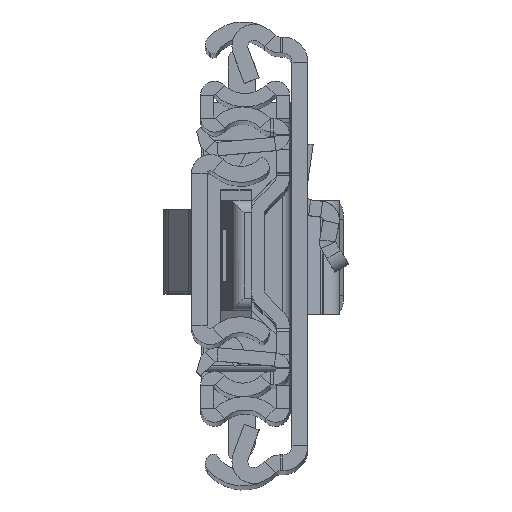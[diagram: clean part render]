
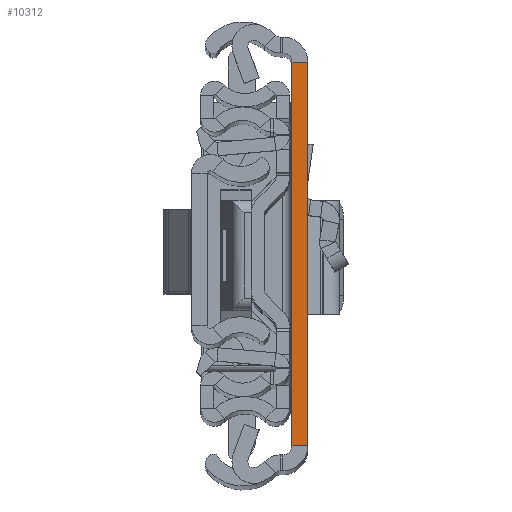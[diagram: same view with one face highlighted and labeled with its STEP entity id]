
A CAD part, top view. The second image highlights one B-rep face of the part: STEP entity #10312.
In plain terms, the highlighted planar face has unit normal (0, 0, 1).
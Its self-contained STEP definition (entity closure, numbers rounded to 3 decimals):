
#228 = EDGE_CURVE ( 'NONE', #1511, #13009, #5004, .T. ) ;
#1455 = ORIENTED_EDGE ( 'NONE', *, *, #228, .T. ) ;
#1511 = VERTEX_POINT ( 'NONE', #2682 ) ;
#2344 = EDGE_CURVE ( 'NONE', #7027, #17563, #17227, .T. ) ;
#2682 = CARTESIAN_POINT ( 'NONE',  ( 0., -31.5, 0. ) ) ;
#2908 = DIRECTION ( 'NONE',  ( 1., 0., 0. ) ) ;
#3229 = PLANE ( 'NONE',  #3790 ) ;
#3722 = VECTOR ( 'NONE', #2908, 1000. ) ;
#3748 = EDGE_LOOP ( 'NONE', ( #14420, #10493, #1455, #4392 ) ) ;
#3790 = AXIS2_PLACEMENT_3D ( 'NONE', #12023, #17734, #4912 ) ;
#4392 = ORIENTED_EDGE ( 'NONE', *, *, #18422, .T. ) ;
#4764 = CARTESIAN_POINT ( 'NONE',  ( 2.6, -31.5, 0. ) ) ;
#4912 = DIRECTION ( 'NONE',  ( 0., 1., 0. ) ) ;
#5004 = LINE ( 'NONE', #10732, #13129 ) ;
#5801 = CARTESIAN_POINT ( 'NONE',  ( 0., -31.5, 0. ) ) ;
#6932 = LINE ( 'NONE', #5801, #12312 ) ;
#7027 = VERTEX_POINT ( 'NONE', #11233 ) ;
#9171 = DIRECTION ( 'NONE',  ( 0., 1., 0. ) ) ;
#10124 = DIRECTION ( 'NONE',  ( 0., 1., 0. ) ) ;
#10312 = ADVANCED_FACE ( 'NONE', ( #16240 ), #3229, .F. ) ;
#10493 = ORIENTED_EDGE ( 'NONE', *, *, #16643, .F. ) ;
#10732 = CARTESIAN_POINT ( 'NONE',  ( 2.6, -31.5, 0. ) ) ;
#11233 = CARTESIAN_POINT ( 'NONE',  ( 0., 31.5, 0. ) ) ;
#12023 = CARTESIAN_POINT ( 'NONE',  ( 2.6, -31.5, 0. ) ) ;
#12312 = VECTOR ( 'NONE', #10124, 1000. ) ;
#12909 = CARTESIAN_POINT ( 'NONE',  ( 2.6, 31.5, 0. ) ) ;
#13009 = VERTEX_POINT ( 'NONE', #16422 ) ;
#13129 = VECTOR ( 'NONE', #13246, 1000. ) ;
#13246 = DIRECTION ( 'NONE',  ( 1., 0., 0. ) ) ;
#14420 = ORIENTED_EDGE ( 'NONE', *, *, #2344, .F. ) ;
#14851 = VECTOR ( 'NONE', #9171, 1000. ) ;
#15777 = CARTESIAN_POINT ( 'NONE',  ( 2.6, 31.5, 0. ) ) ;
#16240 = FACE_OUTER_BOUND ( 'NONE', #3748, .T. ) ;
#16422 = CARTESIAN_POINT ( 'NONE',  ( 2.6, -31.5, 0. ) ) ;
#16643 = EDGE_CURVE ( 'NONE', #1511, #7027, #6932, .T. ) ;
#17227 = LINE ( 'NONE', #12909, #3722 ) ;
#17563 = VERTEX_POINT ( 'NONE', #15777 ) ;
#17580 = LINE ( 'NONE', #4764, #14851 ) ;
#17734 = DIRECTION ( 'NONE',  ( 0., 0., -1. ) ) ;
#18422 = EDGE_CURVE ( 'NONE', #13009, #17563, #17580, .T. ) ;
